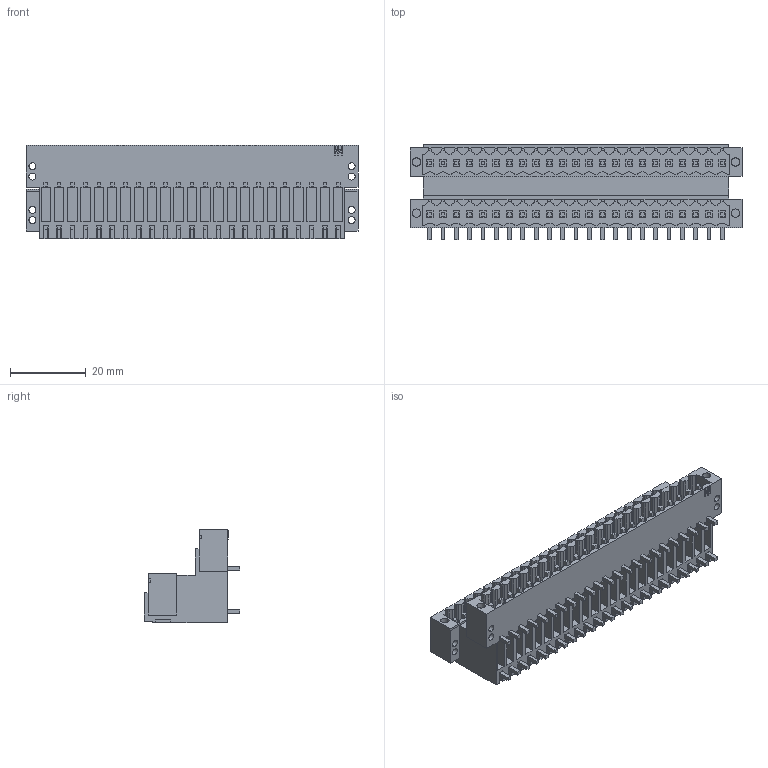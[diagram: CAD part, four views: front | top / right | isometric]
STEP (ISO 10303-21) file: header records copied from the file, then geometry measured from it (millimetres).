
FILE_DESCRIPTION(('CATIA V5 STEP','CAx-IF Rec.Pracs.--- Model Styling and Organization---1.2---2011-12-15'),'2;1');
FILE_NAME ('D1458737_0_1890880000_1890880000.stp','2016-10-04T06:56:17+00:00',('none'),('Weidmueller'),'CATIA Version 5-6 Release 2014','CATIA V5 STEP AP214','none');
FILE_SCHEMA(('AUTOMOTIVE_DESIGN { 1 0 10303 214 1 1 1 1 }'));
Products named in the file (1): 1890880000_S
Bounding box: 87.4 x 25.2 x 24.55 mm (x, y, z)
Volume: 19640.2 mm3; surface area: 23610.9 mm2
Topology: 47 solids, 47 shells, 2327 faces, 6825 edges, 4658 vertices
Faces by surface type: plane 1972, cylinder 335, extrusion 20
Entity records: 73726 total; most frequent: CARTESIAN_POINT 15468, ORIENTED_EDGE 13610, DIRECTION 9390, EDGE_CURVE 6805, VECTOR 6110, LINE 6090, VERTEX_POINT 4648, EDGE_LOOP 2535
